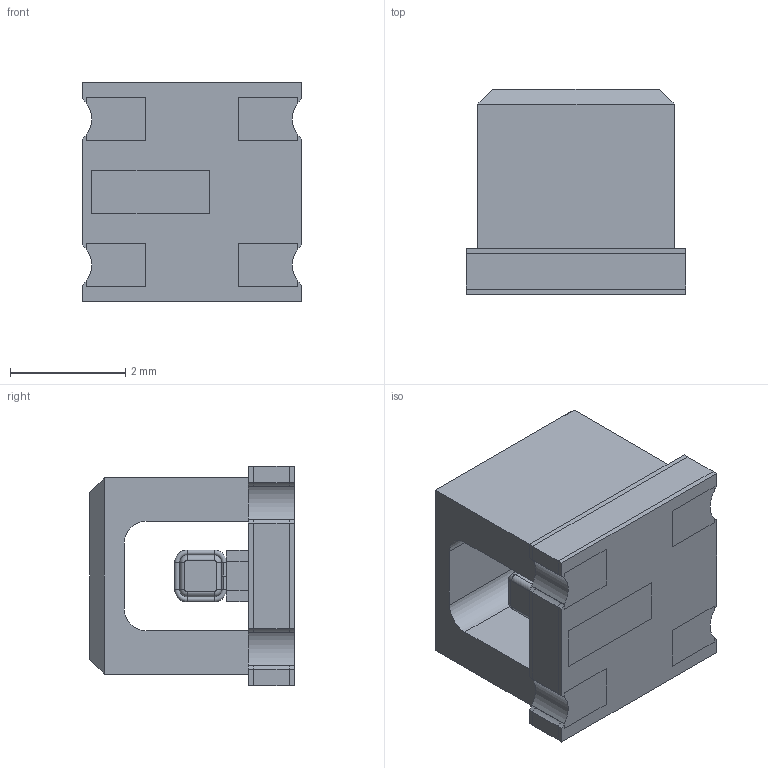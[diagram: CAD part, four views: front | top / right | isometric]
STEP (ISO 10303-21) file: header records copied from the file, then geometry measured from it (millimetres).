
FILE_DESCRIPTION (( 'STEP AP214' ), '1' );
FILE_NAME ('TCBT-14+.STEP', '2023-09-15T00:00:29', ( '' ), ( '' ), 'SwSTEP 2.0', 'SolidWorks 2021', '' );
FILE_SCHEMA (( 'AUTOMOTIVE_DESIGN' ));
Length unit declared in the file: inch
Products named in the file (1): TCBT-14+
Bounding box: 3.81 x 3.56 x 3.81 mm (x, y, z)
Volume: 31.6 mm3; surface area: 204.4 mm2
Topology: 15 solids, 15 shells, 854 faces, 1860 edges, 1035 vertices
Faces by surface type: cylinder 369, torus 308, plane 177
Entity records: 23245 total; most frequent: DIRECTION 4621, CARTESIAN_POINT 3750, ORIENTED_EDGE 3720, AXIS2_PLACEMENT_3D 1906, EDGE_CURVE 1860, CIRCLE 1051, VERTEX_POINT 1035, EDGE_LOOP 861
